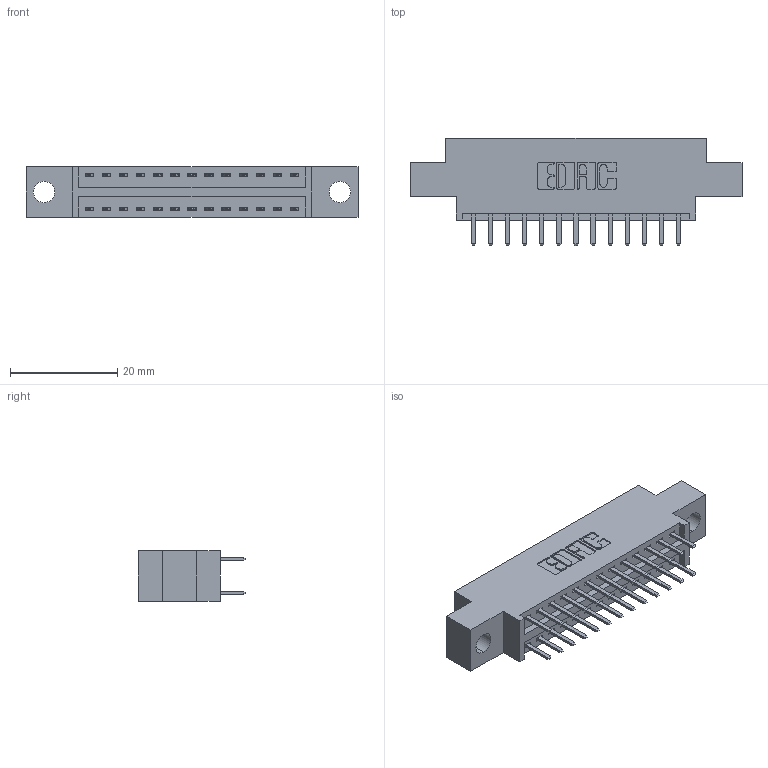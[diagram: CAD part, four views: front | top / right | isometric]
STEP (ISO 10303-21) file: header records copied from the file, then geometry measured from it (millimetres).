
FILE_DESCRIPTION (( 'STEP AP203' ), '1' );
FILE_NAME ('346-026-520-804.STEP', '2022-05-19T01:08:25', ( '' ), ( '' ), 'SwSTEP 2.0', 'SolidWorks 2020', '' );
FILE_SCHEMA (( 'CONFIG_CONTROL_DESIGN' ));
Length unit declared in the file: inch
Products named in the file (3): 346 Part_0.170 Offset - 0.156 Dia-TH; 345-292-001_345-293-120; 346-026-520-804
Assembly tree (27 placements, depth 2):
  346-026-520-804
    346 Part_0.170 Offset - 0.156 Dia-TH
    345-292-001_345-293-120  x26
Bounding box: 61.85 x 20.02 x 9.4 mm (x, y, z)
Volume: 5533.8 mm3; surface area: 7151.5 mm2
Topology: 27 solids, 27 shells, 1596 faces, 4615 edges, 3006 vertices
Faces by surface type: plane 1056, cylinder 540
Entity records: 13053 total; most frequent: CARTESIAN_POINT 2210, ORIENTED_EDGE 2130, DIRECTION 1985, EDGE_CURVE 1065, VECTOR 877, LINE 877, VERTEX_POINT 706, AXIS2_PLACEMENT_3D 554
